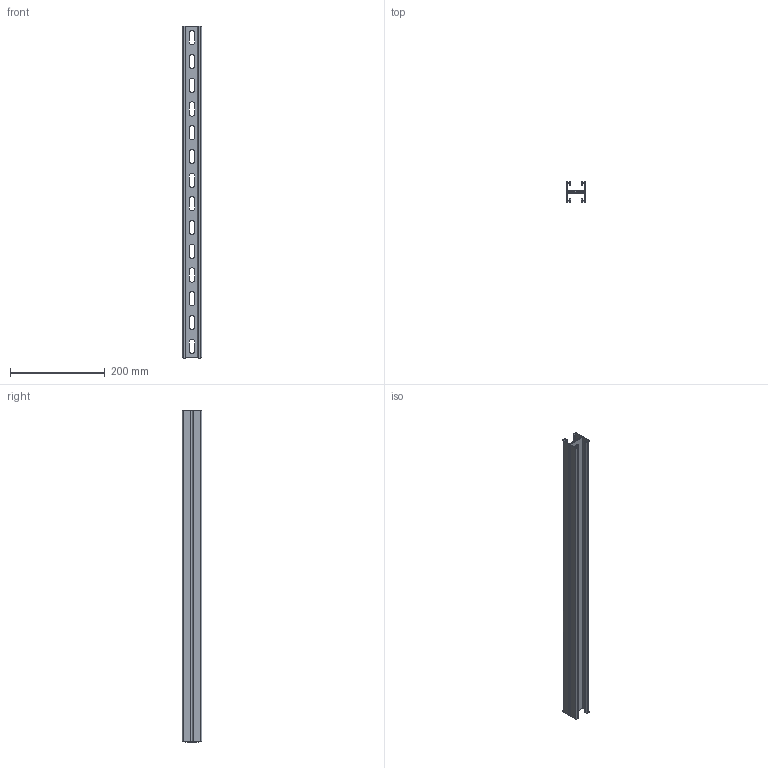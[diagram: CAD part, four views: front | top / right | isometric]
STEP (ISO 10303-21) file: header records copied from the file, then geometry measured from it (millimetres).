
FILE_DESCRIPTION (( 'STEP AP203' ), '1' );
FILE_NAME ('Äâîéíîé STRUT-ïðîôèëü_h21-L700.step', '2022-01-25T09:58:30', ( '' ), ( '' ), 'SwSTEP 2.0', 'SolidWorks 2017', '' );
FILE_SCHEMA (( 'CONFIG_CONTROL_DESIGN' ));
Length unit declared in the file: millimetre
Products named in the file (2): Äâîéíîé STRUT-ïðîôèëü_h21-L700; STRUT-镳铘桦黖h21-700
Assembly tree (2 placements, depth 2):
  Äâîéíîé STRUT-ïðîôèëü_h21-L700
    STRUT-镳铘桦黖h21-700  x2
Bounding box: 41 x 42 x 700 mm (x, y, z)
Volume: 254404.1 mm3; surface area: 270818.2 mm2
Topology: 2 solids, 2 shells, 2396 faces, 7176 edges, 4784 vertices
Faces by surface type: plane 2328, cylinder 68
Entity records: 39844 total; most frequent: CARTESIAN_POINT 7183, ORIENTED_EDGE 7176, DIRECTION 6062, EDGE_CURVE 3588, VECTOR 3520, LINE 3520, VERTEX_POINT 2392, AXIS2_PLACEMENT_3D 1271
